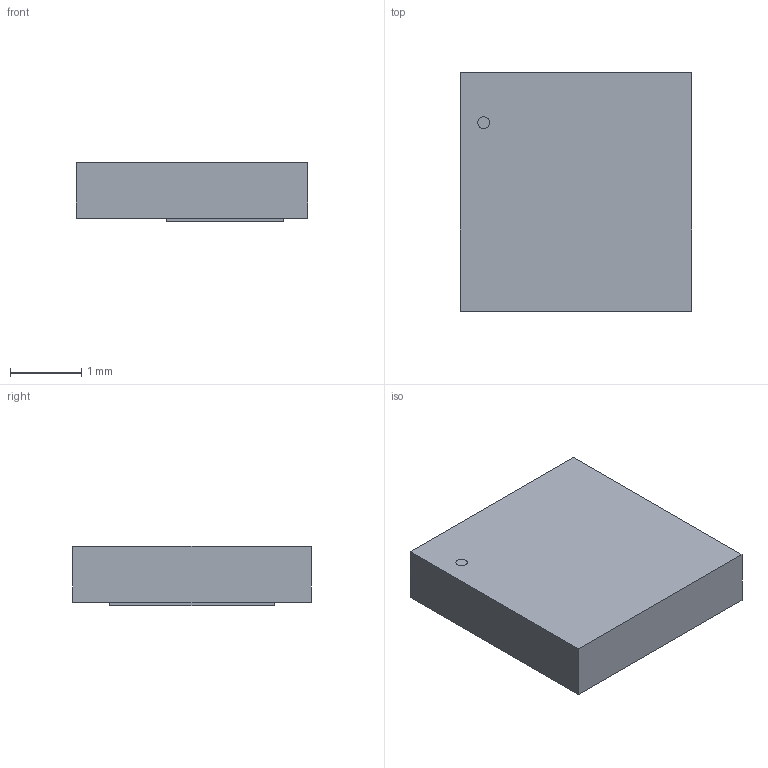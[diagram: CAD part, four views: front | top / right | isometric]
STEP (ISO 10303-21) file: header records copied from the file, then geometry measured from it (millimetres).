
FILE_DESCRIPTION(('STEP AP214'),'1');
FILE_NAME('SON8_DMP4013LFG-7_DIO','2025-02-10T03:47:54',(''),(''),'','','');
FILE_SCHEMA(('AUTOMOTIVE_DESIGN'));
Length unit declared in the file: millimetre
Products named in the file (1): product
Bounding box: 3.25 x 3.35 x 0.84 mm (x, y, z)
Volume: 8.8 mm3; surface area: 40.3 mm2
Topology: 3 solids, 3 shells, 15 faces, 27 edges, 18 vertices
Faces by surface type: plane 14, cylinder 1
Full cylindrical faces by diameter (mm): 0.163 x1
Entity records: 517 total; most frequent: DIRECTION 62, ORIENTED_EDGE 52, CARTESIAN_POINT 37, EDGE_CURVE 26, LINE 24, VECTOR 24, AXIS2_PLACEMENT_3D 19, VERTEX_POINT 18
